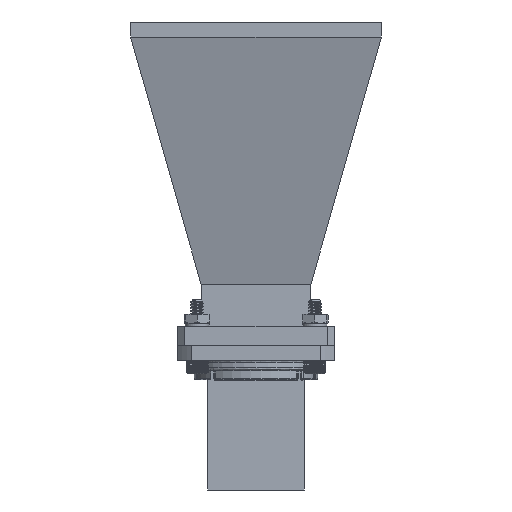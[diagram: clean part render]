
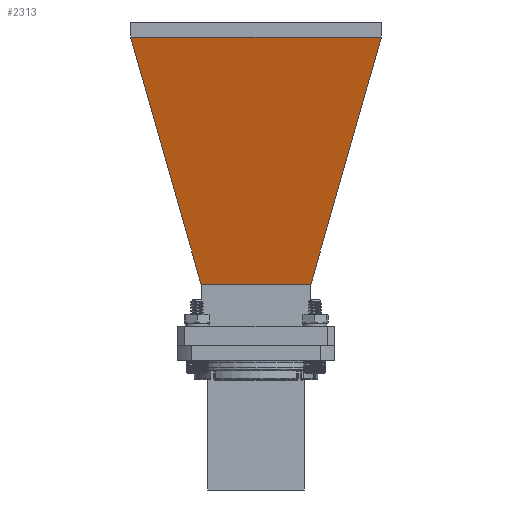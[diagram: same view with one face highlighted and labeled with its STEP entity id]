
A CAD part, front view. The second image highlights one B-rep face of the part: STEP entity #2313.
In plain terms, the highlighted face is planar.
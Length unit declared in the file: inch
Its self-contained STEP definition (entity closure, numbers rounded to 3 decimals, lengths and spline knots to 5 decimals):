
#2313 = ADVANCED_FACE ( 'NONE', ( #27536 ), #26848, .T. ) ;
#3255 = ORIENTED_EDGE ( 'NONE', *, *, #34638, .T. ) ;
#3446 = CARTESIAN_POINT ( 'NONE',  ( -0.9599, 0., 4.5116 ) ) ;
#3870 = DIRECTION ( 'NONE',  ( 0., 1., 0. ) ) ;
#5381 = ORIENTED_EDGE ( 'NONE', *, *, #34562, .F. ) ;
#5621 = EDGE_CURVE ( 'NONE', #8256, #40414, #8697, .T. ) ;
#5814 = DIRECTION ( 'NONE',  ( 0.235, 0.266, -0.935 ) ) ;
#5898 = VERTEX_POINT ( 'NONE', #35647 ) ;
#6002 = CARTESIAN_POINT ( 'NONE',  ( -0.9599, -1.2976, 4.5116 ) ) ;
#7176 = LINE ( 'NONE', #3446, #15472 ) ;
#8256 = VERTEX_POINT ( 'NONE', #27753 ) ;
#8637 = AXIS2_PLACEMENT_3D ( 'NONE', #40966, #36991, #20917 ) ;
#8697 = LINE ( 'NONE', #6002, #15217 ) ;
#14387 = EDGE_CURVE ( 'NONE', #8256, #5898, #7176, .T. ) ;
#15217 = VECTOR ( 'NONE', #5814, 39.37008 ) ;
#15472 = VECTOR ( 'NONE', #3870, 39.37008 ) ;
#17642 = EDGE_LOOP ( 'NONE', ( #3255, #40204, #32348, #5381 ) ) ;
#19333 = VECTOR ( 'NONE', #34185, 39.37008 ) ;
#20335 = LINE ( 'NONE', #33510, #19333 ) ;
#20917 = DIRECTION ( 'NONE',  ( -0.243, 0., 0.97 ) ) ;
#21437 = VECTOR ( 'NONE', #28244, 39.37008 ) ;
#22602 = VERTEX_POINT ( 'NONE', #38957 ) ;
#22726 = CARTESIAN_POINT ( 'NONE',  ( -0.31811, -0.56865, 1.95391 ) ) ;
#26848 = PLANE ( 'NONE',  #8637 ) ;
#27536 = FACE_OUTER_BOUND ( 'NONE', #17642, .T. ) ;
#27753 = CARTESIAN_POINT ( 'NONE',  ( -0.9599, -1.2976, 4.5116 ) ) ;
#28244 = DIRECTION ( 'NONE',  ( 0., -1., 0. ) ) ;
#31549 = LINE ( 'NONE', #41895, #21437 ) ;
#32348 = ORIENTED_EDGE ( 'NONE', *, *, #14387, .T. ) ;
#33510 = CARTESIAN_POINT ( 'NONE',  ( -0.31811, 0.56865, 1.95391 ) ) ;
#34185 = DIRECTION ( 'NONE',  ( -0.235, 0.266, 0.935 ) ) ;
#34562 = EDGE_CURVE ( 'NONE', #22602, #5898, #20335, .T. ) ;
#34638 = EDGE_CURVE ( 'NONE', #22602, #40414, #31549, .T. ) ;
#35647 = CARTESIAN_POINT ( 'NONE',  ( -0.9599, 1.2976, 4.5116 ) ) ;
#36991 = DIRECTION ( 'NONE',  ( -0.97, 0., -0.243 ) ) ;
#38957 = CARTESIAN_POINT ( 'NONE',  ( -0.31811, 0.56865, 1.95391 ) ) ;
#40204 = ORIENTED_EDGE ( 'NONE', *, *, #5621, .F. ) ;
#40414 = VERTEX_POINT ( 'NONE', #22726 ) ;
#40966 = CARTESIAN_POINT ( 'NONE',  ( -0.65331, 0., 3.28976 ) ) ;
#41895 = CARTESIAN_POINT ( 'NONE',  ( -0.31811, 0., 1.95391 ) ) ;
